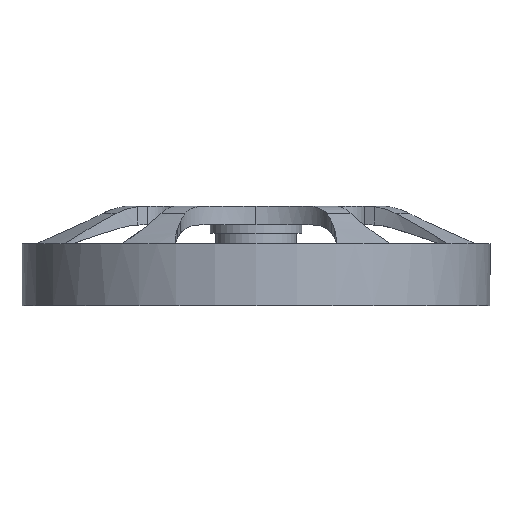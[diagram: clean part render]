
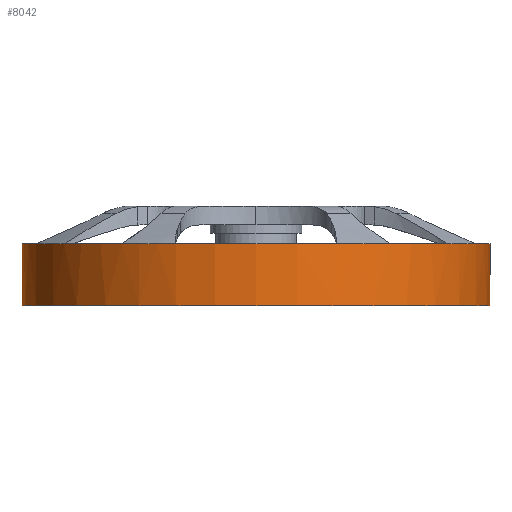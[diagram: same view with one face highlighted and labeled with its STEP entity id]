
A CAD part, front view. The second image highlights one B-rep face of the part: STEP entity #8042.
In plain terms, the highlighted cylindrical face has radius 43.4 mm (diameter 86.8 mm), a partial arc.
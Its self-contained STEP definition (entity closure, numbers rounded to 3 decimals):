
#36 = AXIS2_PLACEMENT_3D ( 'NONE', #522, #3672, #89 ) ;
#89 = DIRECTION ( 'NONE',  ( -1., 0., 0. ) ) ;
#99 = EDGE_LOOP ( 'NONE', ( #5065, #4458, #9368, #9795, #3570, #6522, #4721, #9280, #4734, #5237, #8901, #1363 ) ) ;
#276 = CARTESIAN_POINT ( 'NONE',  ( -43.4, 0., 13. ) ) ;
#326 = DIRECTION ( 'NONE',  ( 1., 0., 0. ) ) ;
#468 = VERTEX_POINT ( 'NONE', #2841 ) ;
#522 = CARTESIAN_POINT ( 'NONE',  ( 0., 0., 13. ) ) ;
#608 = VERTEX_POINT ( 'NONE', #612 ) ;
#612 = CARTESIAN_POINT ( 'NONE',  ( 43.4, 0., 13. ) ) ;
#662 = CARTESIAN_POINT ( 'NONE',  ( 14.865, -40.775, 13. ) ) ;
#671 = AXIS2_PLACEMENT_3D ( 'NONE', #9331, #8582, #2249 ) ;
#840 = VERTEX_POINT ( 'NONE', #5877 ) ;
#850 = CIRCLE ( 'NONE', #9932, 43.4 ) ;
#881 = EDGE_CURVE ( 'NONE', #7133, #1114, #2382, .T. ) ;
#1053 = CARTESIAN_POINT ( 'NONE',  ( 24.893, -35.551, 13. ) ) ;
#1059 = VECTOR ( 'NONE', #6559, 1000. ) ;
#1114 = VERTEX_POINT ( 'NONE', #1053 ) ;
#1172 = DIRECTION ( 'NONE',  ( 1., 0., 0. ) ) ;
#1363 = ORIENTED_EDGE ( 'NONE', *, *, #1961, .T. ) ;
#1514 = DIRECTION ( 'NONE',  ( 1., 0., 0. ) ) ;
#1516 = CIRCLE ( 'NONE', #7603, 43.4 ) ;
#1525 = CARTESIAN_POINT ( 'NONE',  ( 43.4, 0., 1.5 ) ) ;
#1730 = CIRCLE ( 'NONE', #3057, 43.4 ) ;
#1731 = DIRECTION ( 'NONE',  ( 0., 0., 1. ) ) ;
#1777 = CARTESIAN_POINT ( 'NONE',  ( 0., 0., 13. ) ) ;
#1961 = EDGE_CURVE ( 'NONE', #4732, #9798, #6165, .T. ) ;
#1987 = VERTEX_POINT ( 'NONE', #5978 ) ;
#2009 = DIRECTION ( 'NONE',  ( 1., 0., 0. ) ) ;
#2124 = CARTESIAN_POINT ( 'NONE',  ( 0., 0., 13. ) ) ;
#2249 = DIRECTION ( 'NONE',  ( -1., 0., 0. ) ) ;
#2382 = CIRCLE ( 'NONE', #2707, 43.4 ) ;
#2680 = CIRCLE ( 'NONE', #3492, 43.4 ) ;
#2707 = AXIS2_PLACEMENT_3D ( 'NONE', #5246, #8392, #1172 ) ;
#2841 = CARTESIAN_POINT ( 'NONE',  ( -35.551, -24.893, 13. ) ) ;
#2846 = EDGE_CURVE ( 'NONE', #9167, #468, #6498, .T. ) ;
#2928 = EDGE_CURVE ( 'NONE', #1987, #4732, #4191, .T. ) ;
#2940 = DIRECTION ( 'NONE',  ( 0., 0., 1. ) ) ;
#2965 = EDGE_CURVE ( 'NONE', #6995, #5666, #1730, .T. ) ;
#3057 = AXIS2_PLACEMENT_3D ( 'NONE', #2124, #5267, #8320 ) ;
#3166 = CARTESIAN_POINT ( 'NONE',  ( 43.4, 0., 13. ) ) ;
#3302 = CARTESIAN_POINT ( 'NONE',  ( 0., 0., 13. ) ) ;
#3416 = DIRECTION ( 'NONE',  ( 0., 0., 1. ) ) ;
#3462 = DIRECTION ( 'NONE',  ( 0., 0., 1. ) ) ;
#3492 = AXIS2_PLACEMENT_3D ( 'NONE', #6107, #10056, #1514 ) ;
#3552 = CARTESIAN_POINT ( 'NONE',  ( -14.865, -40.775, 13. ) ) ;
#3570 = ORIENTED_EDGE ( 'NONE', *, *, #881, .F. ) ;
#3672 = DIRECTION ( 'NONE',  ( 0., 0., -1. ) ) ;
#3684 = CYLINDRICAL_SURFACE ( 'NONE', #671, 43.4 ) ;
#3688 = AXIS2_PLACEMENT_3D ( 'NONE', #9071, #2940, #2009 ) ;
#3830 = CARTESIAN_POINT ( 'NONE',  ( 0., 0., 13. ) ) ;
#3879 = DIRECTION ( 'NONE',  ( -1., 0., 0. ) ) ;
#4028 = EDGE_CURVE ( 'NONE', #9004, #840, #1516, .T. ) ;
#4191 = LINE ( 'NONE', #276, #1059 ) ;
#4458 = ORIENTED_EDGE ( 'NONE', *, *, #7677, .T. ) ;
#4463 = CIRCLE ( 'NONE', #7920, 43.4 ) ;
#4488 = CIRCLE ( 'NONE', #6133, 43.4 ) ;
#4549 = CARTESIAN_POINT ( 'NONE',  ( -40.775, -14.865, 13. ) ) ;
#4655 = DIRECTION ( 'NONE',  ( 0., 0., -1. ) ) ;
#4721 = ORIENTED_EDGE ( 'NONE', *, *, #2965, .F. ) ;
#4732 = VERTEX_POINT ( 'NONE', #8193 ) ;
#4734 = ORIENTED_EDGE ( 'NONE', *, *, #2846, .F. ) ;
#5065 = ORIENTED_EDGE ( 'NONE', *, *, #8862, .F. ) ;
#5176 = EDGE_CURVE ( 'NONE', #7133, #5666, #4488, .T. ) ;
#5237 = ORIENTED_EDGE ( 'NONE', *, *, #8380, .T. ) ;
#5246 = CARTESIAN_POINT ( 'NONE',  ( 0., 0., 13. ) ) ;
#5267 = DIRECTION ( 'NONE',  ( 0., 0., 1. ) ) ;
#5485 = VECTOR ( 'NONE', #9626, 1000. ) ;
#5540 = DIRECTION ( 'NONE',  ( 0., 0., -1. ) ) ;
#5601 = DIRECTION ( 'NONE',  ( 1., 0., 0. ) ) ;
#5666 = VERTEX_POINT ( 'NONE', #3552 ) ;
#5849 = DIRECTION ( 'NONE',  ( 1., 0., 0. ) ) ;
#5877 = CARTESIAN_POINT ( 'NONE',  ( 40.775, -14.865, 13. ) ) ;
#5978 = CARTESIAN_POINT ( 'NONE',  ( -43.4, 0., 13. ) ) ;
#6107 = CARTESIAN_POINT ( 'NONE',  ( 0., 0., 13. ) ) ;
#6133 = AXIS2_PLACEMENT_3D ( 'NONE', #3302, #5540, #6452 ) ;
#6165 = CIRCLE ( 'NONE', #3688, 43.4 ) ;
#6452 = DIRECTION ( 'NONE',  ( -1., 0., 0. ) ) ;
#6498 = CIRCLE ( 'NONE', #8981, 43.4 ) ;
#6522 = ORIENTED_EDGE ( 'NONE', *, *, #5176, .T. ) ;
#6559 = DIRECTION ( 'NONE',  ( 0., 0., -1. ) ) ;
#6995 = VERTEX_POINT ( 'NONE', #9573 ) ;
#7133 = VERTEX_POINT ( 'NONE', #662 ) ;
#7177 = LINE ( 'NONE', #3166, #5485 ) ;
#7376 = CARTESIAN_POINT ( 'NONE',  ( 35.551, -24.893, 13. ) ) ;
#7491 = CARTESIAN_POINT ( 'NONE',  ( 0., 0., 13. ) ) ;
#7603 = AXIS2_PLACEMENT_3D ( 'NONE', #7491, #3416, #326 ) ;
#7677 = EDGE_CURVE ( 'NONE', #608, #840, #4463, .T. ) ;
#7920 = AXIS2_PLACEMENT_3D ( 'NONE', #3830, #4655, #3879 ) ;
#8042 = ADVANCED_FACE ( 'NONE', ( #10011 ), #3684, .T. ) ;
#8193 = CARTESIAN_POINT ( 'NONE',  ( -43.4, 0., 1.5 ) ) ;
#8209 = CARTESIAN_POINT ( 'NONE',  ( 0., 0., 13. ) ) ;
#8320 = DIRECTION ( 'NONE',  ( 1., 0., 0. ) ) ;
#8380 = EDGE_CURVE ( 'NONE', #9167, #1987, #9760, .T. ) ;
#8392 = DIRECTION ( 'NONE',  ( 0., 0., 1. ) ) ;
#8451 = EDGE_CURVE ( 'NONE', #1114, #9004, #850, .T. ) ;
#8582 = DIRECTION ( 'NONE',  ( 0., 0., -1. ) ) ;
#8734 = EDGE_CURVE ( 'NONE', #468, #6995, #2680, .T. ) ;
#8862 = EDGE_CURVE ( 'NONE', #608, #9798, #7177, .T. ) ;
#8901 = ORIENTED_EDGE ( 'NONE', *, *, #2928, .T. ) ;
#8981 = AXIS2_PLACEMENT_3D ( 'NONE', #8209, #3462, #5849 ) ;
#9004 = VERTEX_POINT ( 'NONE', #7376 ) ;
#9071 = CARTESIAN_POINT ( 'NONE',  ( 0., 0., 1.5 ) ) ;
#9167 = VERTEX_POINT ( 'NONE', #4549 ) ;
#9280 = ORIENTED_EDGE ( 'NONE', *, *, #8734, .F. ) ;
#9331 = CARTESIAN_POINT ( 'NONE',  ( 0., 0., 13. ) ) ;
#9368 = ORIENTED_EDGE ( 'NONE', *, *, #4028, .F. ) ;
#9573 = CARTESIAN_POINT ( 'NONE',  ( -24.893, -35.551, 13. ) ) ;
#9626 = DIRECTION ( 'NONE',  ( 0., 0., -1. ) ) ;
#9760 = CIRCLE ( 'NONE', #36, 43.4 ) ;
#9795 = ORIENTED_EDGE ( 'NONE', *, *, #8451, .F. ) ;
#9798 = VERTEX_POINT ( 'NONE', #1525 ) ;
#9932 = AXIS2_PLACEMENT_3D ( 'NONE', #1777, #1731, #5601 ) ;
#10011 = FACE_OUTER_BOUND ( 'NONE', #99, .T. ) ;
#10056 = DIRECTION ( 'NONE',  ( 0., 0., 1. ) ) ;
